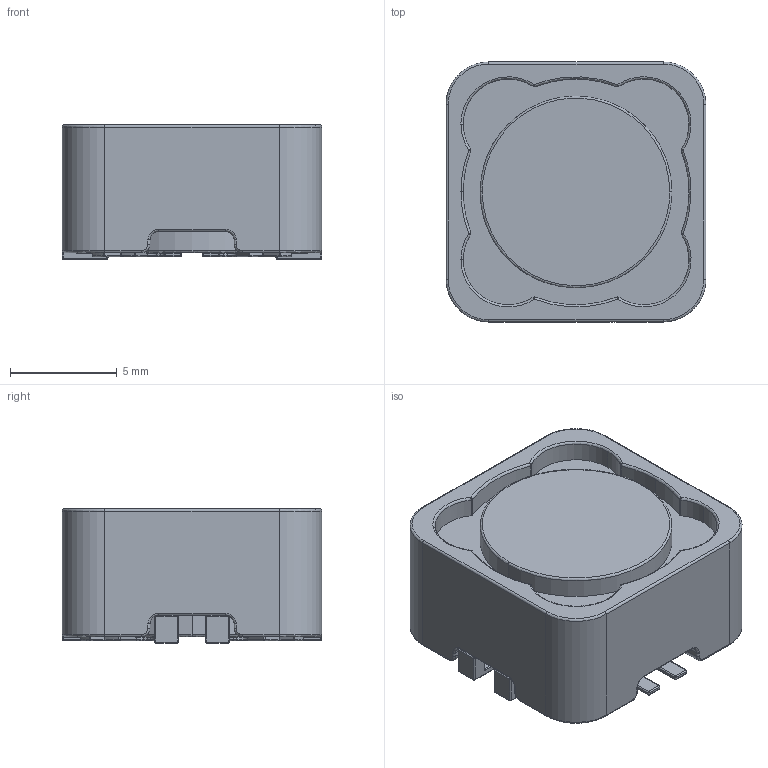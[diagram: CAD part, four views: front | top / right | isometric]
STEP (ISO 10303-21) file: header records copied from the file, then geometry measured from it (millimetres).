
FILE_DESCRIPTION (( 'STEP AP214' ), '1' );
FILE_NAME ('User Library-4800C.STEP', '2013-07-02T10:15:12', ( 'Windows User' ), ( '' ), 'SwSTEP 2.0', 'SolidWorks 2013', '' );
FILE_SCHEMA (( 'AUTOMOTIVE_DESIGN' ));
Length unit declared in the file: millimetre
Products named in the file (1): User Library-4800C
Bounding box: 12.2 x 12.2 x 6.3 mm (x, y, z)
Volume: 798.1 mm3; surface area: 760.4 mm2
Topology: 1 solids, 1 shells, 773 faces, 1853 edges, 985 vertices
Faces by surface type: cylinder 338, bspline 201, plane 106, torus 70, sphere 58
Entity records: 36481 total; most frequent: CARTESIAN_POINT 11572, ORIENTED_EDGE 3514, DIRECTION 3481, EDGE_CURVE 1757, AXIS2_PLACEMENT_3D 1447, VERTEX_POINT 973, CIRCLE 874, EDGE_LOOP 784
